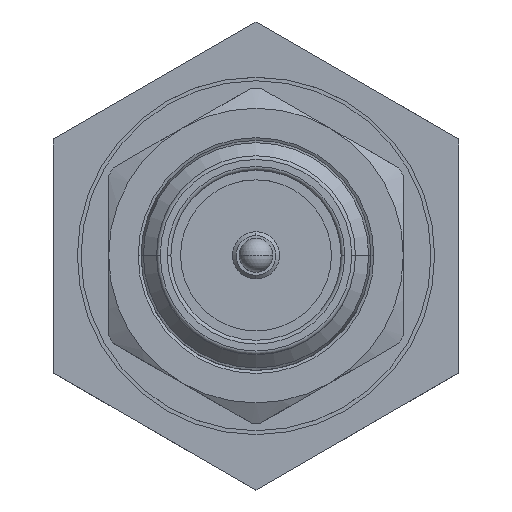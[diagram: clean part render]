
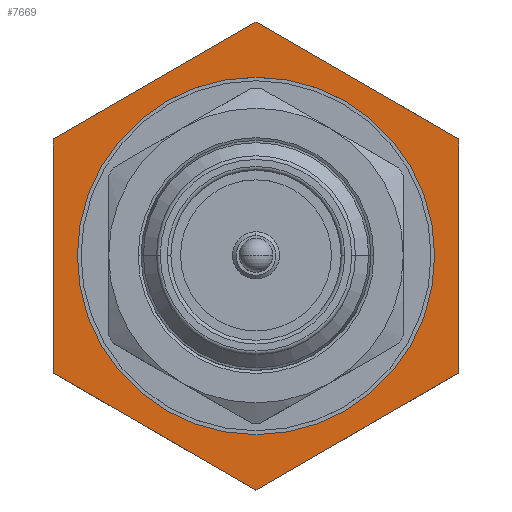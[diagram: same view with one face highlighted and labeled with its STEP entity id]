
A CAD part, top view. The second image highlights one B-rep face of the part: STEP entity #7669.
In plain terms, the highlighted planar face has unit normal (0, 0, 1).
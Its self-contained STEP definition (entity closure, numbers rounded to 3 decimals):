
#8 = EDGE_CURVE ( 'NONE', #6102, #6706, #6360, .T. ) ;
#107 = VERTEX_POINT ( 'NONE', #2364 ) ;
#242 = CARTESIAN_POINT ( 'NONE',  ( 4.85, -3.551, -11. ) ) ;
#252 = DIRECTION ( 'NONE',  ( 1., 0., 0. ) ) ;
#302 = DIRECTION ( 'NONE',  ( 0., 0., 1. ) ) ;
#334 = CARTESIAN_POINT ( 'NONE',  ( 0., 0., -11. ) ) ;
#387 = VERTEX_POINT ( 'NONE', #473 ) ;
#473 = CARTESIAN_POINT ( 'NONE',  ( 0., -6.351, -11. ) ) ;
#496 = FACE_BOUND ( 'NONE', #1468, .T. ) ;
#521 = DIRECTION ( 'NONE',  ( -1., 0., 0. ) ) ;
#568 = VECTOR ( 'NONE', #3680, 1000. ) ;
#572 = VECTOR ( 'NONE', #1433, 1000. ) ;
#839 = VERTEX_POINT ( 'NONE', #5873 ) ;
#940 = ORIENTED_EDGE ( 'NONE', *, *, #2043, .F. ) ;
#1366 = LINE ( 'NONE', #4915, #6433 ) ;
#1386 = LINE ( 'NONE', #2139, #3096 ) ;
#1433 = DIRECTION ( 'NONE',  ( 0.866, 0.5, 0. ) ) ;
#1454 = VERTEX_POINT ( 'NONE', #7207 ) ;
#1468 = EDGE_LOOP ( 'NONE', ( #4434, #2802 ) ) ;
#1568 = EDGE_LOOP ( 'NONE', ( #940, #3233, #6422, #5200, #4046, #2366 ) ) ;
#2021 = FACE_OUTER_BOUND ( 'NONE', #1568, .T. ) ;
#2043 = EDGE_CURVE ( 'NONE', #839, #6483, #5484, .T. ) ;
#2139 = CARTESIAN_POINT ( 'NONE',  ( -5.5, 4.85, -11. ) ) ;
#2234 = EDGE_CURVE ( 'NONE', #6706, #6102, #4302, .T. ) ;
#2301 = LINE ( 'NONE', #2589, #572 ) ;
#2364 = CARTESIAN_POINT ( 'NONE',  ( 5.5, -3.175, -11. ) ) ;
#2366 = ORIENTED_EDGE ( 'NONE', *, *, #5474, .F. ) ;
#2416 = AXIS2_PLACEMENT_3D ( 'NONE', #334, #302, #252 ) ;
#2589 = CARTESIAN_POINT ( 'NONE',  ( -0.65, 5.976, -11. ) ) ;
#2784 = DIRECTION ( 'NONE',  ( 0., 1., 0. ) ) ;
#2802 = ORIENTED_EDGE ( 'NONE', *, *, #2234, .F. ) ;
#2884 = CARTESIAN_POINT ( 'NONE',  ( 5.5, 3.175, -11. ) ) ;
#2935 = CARTESIAN_POINT ( 'NONE',  ( 0.65, 5.976, -11. ) ) ;
#3079 = PLANE ( 'NONE',  #5311 ) ;
#3096 = VECTOR ( 'NONE', #2784, 1000. ) ;
#3233 = ORIENTED_EDGE ( 'NONE', *, *, #3569, .F. ) ;
#3488 = CARTESIAN_POINT ( 'NONE',  ( 5.5, 4.85, -11. ) ) ;
#3569 = EDGE_CURVE ( 'NONE', #5109, #839, #2301, .T. ) ;
#3680 = DIRECTION ( 'NONE',  ( 0.866, -0.5, 0. ) ) ;
#3685 = LINE ( 'NONE', #242, #7027 ) ;
#4046 = ORIENTED_EDGE ( 'NONE', *, *, #4804, .F. ) ;
#4191 = VECTOR ( 'NONE', #7279, 1000. ) ;
#4302 = CIRCLE ( 'NONE', #2416, 4.85 ) ;
#4395 = LINE ( 'NONE', #3488, #4191 ) ;
#4403 = DIRECTION ( 'NONE',  ( 0., 0., -1. ) ) ;
#4434 = ORIENTED_EDGE ( 'NONE', *, *, #8, .F. ) ;
#4528 = EDGE_CURVE ( 'NONE', #387, #1454, #1366, .T. ) ;
#4804 = EDGE_CURVE ( 'NONE', #107, #387, #3685, .T. ) ;
#4915 = CARTESIAN_POINT ( 'NONE',  ( -4.85, -3.551, -11. ) ) ;
#5102 = EDGE_CURVE ( 'NONE', #1454, #5109, #1386, .T. ) ;
#5109 = VERTEX_POINT ( 'NONE', #5870 ) ;
#5200 = ORIENTED_EDGE ( 'NONE', *, *, #4528, .F. ) ;
#5311 = AXIS2_PLACEMENT_3D ( 'NONE', #8225, #4403, #521 ) ;
#5474 = EDGE_CURVE ( 'NONE', #6483, #107, #4395, .T. ) ;
#5484 = LINE ( 'NONE', #2935, #568 ) ;
#5595 = CARTESIAN_POINT ( 'NONE',  ( -4.85, 0., -11. ) ) ;
#5870 = CARTESIAN_POINT ( 'NONE',  ( -5.5, 3.175, -11. ) ) ;
#5873 = CARTESIAN_POINT ( 'NONE',  ( 0., 6.351, -11. ) ) ;
#6102 = VERTEX_POINT ( 'NONE', #6331 ) ;
#6154 = DIRECTION ( 'NONE',  ( -0.866, 0.5, 0. ) ) ;
#6331 = CARTESIAN_POINT ( 'NONE',  ( 4.85, 0., -11. ) ) ;
#6360 = CIRCLE ( 'NONE', #6676, 4.85 ) ;
#6422 = ORIENTED_EDGE ( 'NONE', *, *, #5102, .F. ) ;
#6433 = VECTOR ( 'NONE', #6154, 1000. ) ;
#6483 = VERTEX_POINT ( 'NONE', #2884 ) ;
#6630 = DIRECTION ( 'NONE',  ( -0.866, -0.5, 0. ) ) ;
#6676 = AXIS2_PLACEMENT_3D ( 'NONE', #7159, #7191, #7072 ) ;
#6706 = VERTEX_POINT ( 'NONE', #5595 ) ;
#7027 = VECTOR ( 'NONE', #6630, 1000. ) ;
#7072 = DIRECTION ( 'NONE',  ( 1., 0., 0. ) ) ;
#7159 = CARTESIAN_POINT ( 'NONE',  ( 0., 0., -11. ) ) ;
#7191 = DIRECTION ( 'NONE',  ( 0., 0., 1. ) ) ;
#7207 = CARTESIAN_POINT ( 'NONE',  ( -5.5, -3.175, -11. ) ) ;
#7279 = DIRECTION ( 'NONE',  ( 0., -1., 0. ) ) ;
#7669 = ADVANCED_FACE ( 'NONE', ( #496, #2021 ), #3079, .F. ) ;
#8225 = CARTESIAN_POINT ( 'NONE',  ( 0., 4.85, -11. ) ) ;
